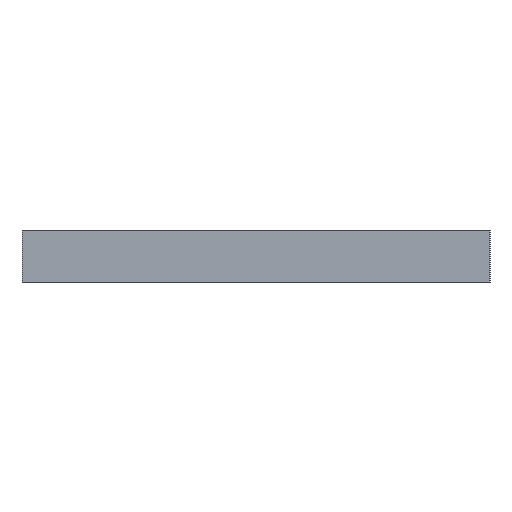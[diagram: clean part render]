
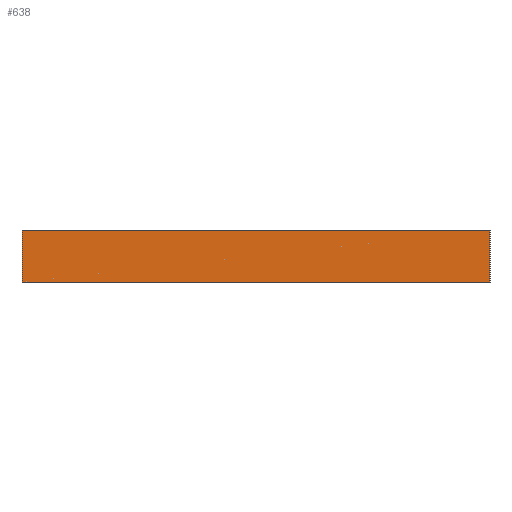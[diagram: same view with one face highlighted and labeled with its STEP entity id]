
A CAD part, left-side view. The second image highlights one B-rep face of the part: STEP entity #638.
In plain terms, the highlighted planar face has unit normal (-1, 0, 0).
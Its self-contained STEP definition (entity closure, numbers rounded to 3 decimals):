
#11 = LINE ( 'NONE', #853, #1005 ) ;
#56 = LINE ( 'NONE', #538, #1034 ) ;
#79 = CARTESIAN_POINT ( 'NONE',  ( -110., 180., 20. ) ) ;
#164 = ORIENTED_EDGE ( 'NONE', *, *, #1198, .F. ) ;
#171 = ORIENTED_EDGE ( 'NONE', *, *, #454, .F. ) ;
#210 = VERTEX_POINT ( 'NONE', #1073 ) ;
#222 = LINE ( 'NONE', #1563, #374 ) ;
#341 = VERTEX_POINT ( 'NONE', #488 ) ;
#374 = VECTOR ( 'NONE', #1072, 1000. ) ;
#388 = EDGE_LOOP ( 'NONE', ( #1224, #164, #171, #1170 ) ) ;
#454 = EDGE_CURVE ( 'NONE', #1543, #341, #620, .T. ) ;
#488 = CARTESIAN_POINT ( 'NONE',  ( -110., 0., 20. ) ) ;
#520 = DIRECTION ( 'NONE',  ( 0., -1., 0. ) ) ;
#538 = CARTESIAN_POINT ( 'NONE',  ( -110., 180., 20. ) ) ;
#574 = EDGE_CURVE ( 'NONE', #1543, #1123, #56, .T. ) ;
#620 = LINE ( 'NONE', #882, #1277 ) ;
#638 = ADVANCED_FACE ( 'NONE', ( #722 ), #950, .F. ) ;
#716 = EDGE_CURVE ( 'NONE', #1123, #210, #222, .T. ) ;
#722 = FACE_OUTER_BOUND ( 'NONE', #388, .T. ) ;
#838 = CARTESIAN_POINT ( 'NONE',  ( -110., 180., 0. ) ) ;
#853 = CARTESIAN_POINT ( 'NONE',  ( -110., 0., 20. ) ) ;
#882 = CARTESIAN_POINT ( 'NONE',  ( -110., 0., 20. ) ) ;
#915 = DIRECTION ( 'NONE',  ( 0., 0., -1. ) ) ;
#937 = DIRECTION ( 'NONE',  ( 0., 0., -1. ) ) ;
#950 = PLANE ( 'NONE',  #1560 ) ;
#966 = DIRECTION ( 'NONE',  ( 0., 0., -1. ) ) ;
#1005 = VECTOR ( 'NONE', #966, 1000. ) ;
#1034 = VECTOR ( 'NONE', #915, 1000. ) ;
#1066 = CARTESIAN_POINT ( 'NONE',  ( -110., 0., 20. ) ) ;
#1072 = DIRECTION ( 'NONE',  ( 0., -1., 0. ) ) ;
#1073 = CARTESIAN_POINT ( 'NONE',  ( -110., 0., 0. ) ) ;
#1082 = DIRECTION ( 'NONE',  ( 1., 0., 0. ) ) ;
#1123 = VERTEX_POINT ( 'NONE', #838 ) ;
#1170 = ORIENTED_EDGE ( 'NONE', *, *, #574, .T. ) ;
#1198 = EDGE_CURVE ( 'NONE', #341, #210, #11, .T. ) ;
#1224 = ORIENTED_EDGE ( 'NONE', *, *, #716, .T. ) ;
#1277 = VECTOR ( 'NONE', #520, 1000. ) ;
#1543 = VERTEX_POINT ( 'NONE', #79 ) ;
#1560 = AXIS2_PLACEMENT_3D ( 'NONE', #1066, #1082, #937 ) ;
#1563 = CARTESIAN_POINT ( 'NONE',  ( -110., 0., 0. ) ) ;
